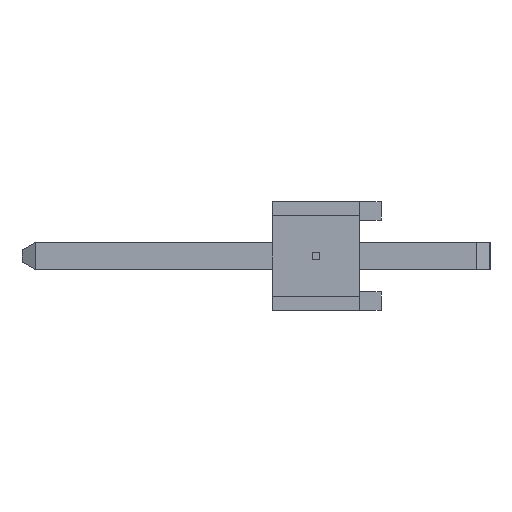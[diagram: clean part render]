
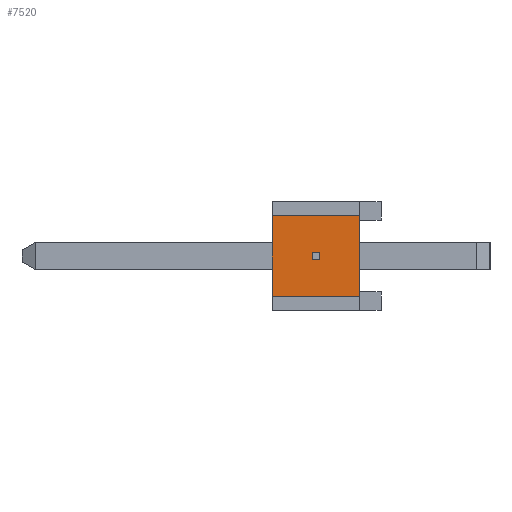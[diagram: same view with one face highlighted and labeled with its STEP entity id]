
A CAD part, left-side view. The second image highlights one B-rep face of the part: STEP entity #7520.
In plain terms, the highlighted planar face has unit normal (-1, 0, 0).
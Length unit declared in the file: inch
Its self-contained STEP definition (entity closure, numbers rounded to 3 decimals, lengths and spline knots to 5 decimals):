
#1007=ORIENTED_EDGE('',*,*,#2875,.F.);
#1008=ORIENTED_EDGE('',*,*,#2876,.F.);
#1009=ORIENTED_EDGE('',*,*,#2877,.F.);
#1010=ORIENTED_EDGE('',*,*,#2878,.F.);
#1011=ORIENTED_EDGE('',*,*,#2879,.F.);
#1012=ORIENTED_EDGE('',*,*,#2880,.F.);
#1013=ORIENTED_EDGE('',*,*,#2881,.F.);
#1014=ORIENTED_EDGE('',*,*,#2882,.F.);
#2875=EDGE_CURVE('',#3717,#3718,#4613,.T.);
#2876=EDGE_CURVE('',#3719,#3717,#4614,.T.);
#2877=EDGE_CURVE('',#3720,#3719,#4615,.T.);
#2878=EDGE_CURVE('',#3718,#3720,#4616,.T.);
#2879=EDGE_CURVE('',#3721,#3722,#4617,.T.);
#2880=EDGE_CURVE('',#3723,#3721,#4618,.T.);
#2881=EDGE_CURVE('',#3724,#3723,#4619,.T.);
#2882=EDGE_CURVE('',#3722,#3724,#4620,.T.);
#3717=VERTEX_POINT('',#11475);
#3718=VERTEX_POINT('',#11476);
#3719=VERTEX_POINT('',#11478);
#3720=VERTEX_POINT('',#11480);
#3721=VERTEX_POINT('',#11483);
#3722=VERTEX_POINT('',#11484);
#3723=VERTEX_POINT('',#11486);
#3724=VERTEX_POINT('',#11488);
#4613=LINE('',#11474,#5679);
#4614=LINE('',#11477,#5680);
#4615=LINE('',#11479,#5681);
#4616=LINE('',#11481,#5682);
#4617=LINE('',#11482,#5683);
#4618=LINE('',#11485,#5684);
#4619=LINE('',#11487,#5685);
#4620=LINE('',#11489,#5686);
#5679=VECTOR('',#9284,39.37008);
#5680=VECTOR('',#9285,39.37008);
#5681=VECTOR('',#9286,39.37008);
#5682=VECTOR('',#9287,39.37008);
#5683=VECTOR('',#9288,39.37008);
#5684=VECTOR('',#9289,39.37008);
#5685=VECTOR('',#9290,39.37008);
#5686=VECTOR('',#9291,39.37008);
#6219=EDGE_LOOP('',(#1007,#1008,#1009,#1010));
#6220=EDGE_LOOP('',(#1011,#1012,#1013,#1014));
#6665=FACE_BOUND('',#6219,.T.);
#6666=FACE_BOUND('',#6220,.T.);
#7111=PLANE('',#7955);
#7520=ADVANCED_FACE('',(#6665,#6666),#7111,.F.);
#7955=AXIS2_PLACEMENT_3D('',#11473,#9282,#9283);
#9282=DIRECTION('',(1.,0.,0.));
#9283=DIRECTION('',(0.,0.,-1.));
#9284=DIRECTION('',(0.,0.,-1.));
#9285=DIRECTION('',(0.,1.,0.));
#9286=DIRECTION('',(0.,0.,1.));
#9287=DIRECTION('',(0.,-1.,0.));
#9288=DIRECTION('',(0.,0.,-1.));
#9289=DIRECTION('',(0.,-1.,0.));
#9290=DIRECTION('',(0.,0.,1.));
#9291=DIRECTION('',(0.,1.,0.));
#11473=CARTESIAN_POINT('',(-0.442,0.,0.));
#11474=CARTESIAN_POINT('',(-0.442,0.06353,0.));
#11475=CARTESIAN_POINT('',(-0.442,0.06353,0.00339));
#11476=CARTESIAN_POINT('',(-0.442,0.06353,-0.00339));
#11477=CARTESIAN_POINT('',(-0.442,0.,0.00339));
#11478=CARTESIAN_POINT('',(-0.442,0.05647,0.00339));
#11479=CARTESIAN_POINT('',(-0.442,0.05647,0.));
#11480=CARTESIAN_POINT('',(-0.442,0.05647,-0.00339));
#11481=CARTESIAN_POINT('',(-0.442,0.,-0.00339));
#11482=CARTESIAN_POINT('',(-0.442,0.02,0.));
#11483=CARTESIAN_POINT('',(-0.442,0.02,0.037));
#11484=CARTESIAN_POINT('',(-0.442,0.02,-0.037));
#11485=CARTESIAN_POINT('',(-0.442,0.1,0.037));
#11486=CARTESIAN_POINT('',(-0.442,0.1,0.037));
#11487=CARTESIAN_POINT('',(-0.442,0.1,-0.037));
#11488=CARTESIAN_POINT('',(-0.442,0.1,-0.037));
#11489=CARTESIAN_POINT('',(-0.442,0.,-0.037));
